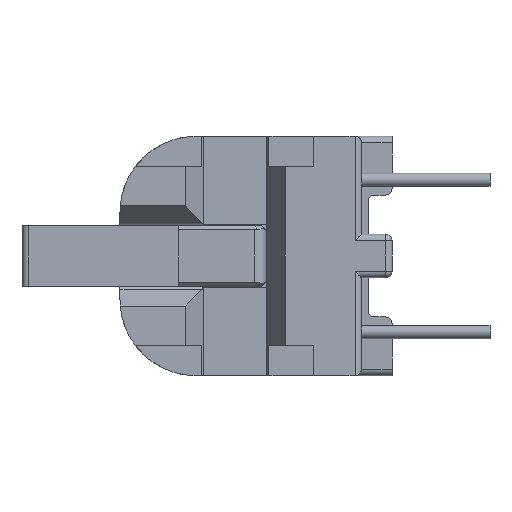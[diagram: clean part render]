
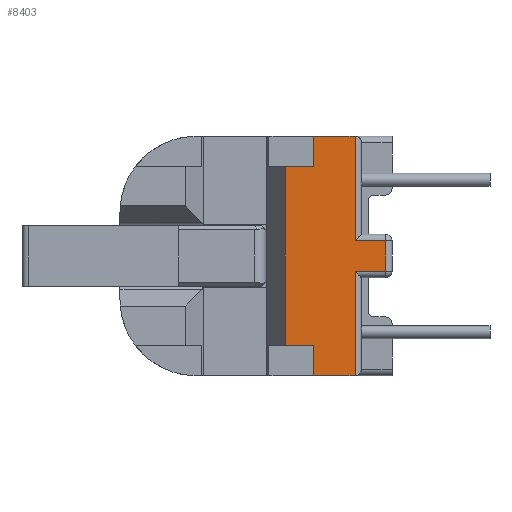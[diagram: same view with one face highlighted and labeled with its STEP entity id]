
A CAD part, left-side view. The second image highlights one B-rep face of the part: STEP entity #8403.
In plain terms, the highlighted planar face has unit normal (-1, 0, 0).
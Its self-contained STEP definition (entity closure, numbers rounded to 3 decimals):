
#3 = VERTEX_POINT ( 'NONE', #9527 ) ;
#196 = ORIENTED_EDGE ( 'NONE', *, *, #4508, .T. ) ;
#488 = CARTESIAN_POINT ( 'NONE',  ( -5.449, -0.806, 5.5 ) ) ;
#624 = LINE ( 'NONE', #7538, #7405 ) ;
#1435 = EDGE_CURVE ( 'NONE', #13369, #4574, #15715, .T. ) ;
#1508 = VERTEX_POINT ( 'NONE', #10212 ) ;
#1855 = DIRECTION ( 'NONE',  ( 0., 1., 0. ) ) ;
#2002 = LINE ( 'NONE', #15949, #8487 ) ;
#2613 = ORIENTED_EDGE ( 'NONE', *, *, #13540, .T. ) ;
#2669 = CARTESIAN_POINT ( 'NONE',  ( -5.449, 1.094, 5.3 ) ) ;
#3306 = CARTESIAN_POINT ( 'NONE',  ( -5.449, 4.694, 5.5 ) ) ;
#3376 = DIRECTION ( 'NONE',  ( 0., 1., 0. ) ) ;
#3487 = DIRECTION ( 'NONE',  ( 0., 0., 1. ) ) ;
#3775 = VECTOR ( 'NONE', #3487, 1000. ) ;
#4110 = LINE ( 'NONE', #4265, #14541 ) ;
#4265 = CARTESIAN_POINT ( 'NONE',  ( -5.449, 1.094, -4.1 ) ) ;
#4508 = EDGE_CURVE ( 'NONE', #19061, #16983, #17422, .T. ) ;
#4574 = VERTEX_POINT ( 'NONE', #10666 ) ;
#4654 = ORIENTED_EDGE ( 'NONE', *, *, #15314, .T. ) ;
#5297 = PLANE ( 'NONE',  #20849 ) ;
#5311 = DIRECTION ( 'NONE',  ( 0., 1., 0. ) ) ;
#5750 = CARTESIAN_POINT ( 'NONE',  ( -5.449, 1.094, -4.1 ) ) ;
#6007 = CARTESIAN_POINT ( 'NONE',  ( -5.449, 2.394, -4.1 ) ) ;
#6074 = DIRECTION ( 'NONE',  ( 0., 0., 1. ) ) ;
#6396 = ORIENTED_EDGE ( 'NONE', *, *, #9310, .F. ) ;
#6562 = CARTESIAN_POINT ( 'NONE',  ( -5.449, -2.206, 0.7 ) ) ;
#6722 = CARTESIAN_POINT ( 'NONE',  ( -5.449, 4.694, -5.5 ) ) ;
#6996 = ORIENTED_EDGE ( 'NONE', *, *, #21272, .T. ) ;
#7034 = EDGE_CURVE ( 'NONE', #13369, #16983, #8192, .T. ) ;
#7394 = VECTOR ( 'NONE', #13677, 1000. ) ;
#7399 = CARTESIAN_POINT ( 'NONE',  ( -5.449, 1.094, 4.1 ) ) ;
#7405 = VECTOR ( 'NONE', #12718, 1000. ) ;
#7538 = CARTESIAN_POINT ( 'NONE',  ( -5.449, -2.506, -0.7 ) ) ;
#7722 = DIRECTION ( 'NONE',  ( 0., 1., 0. ) ) ;
#8117 = ORIENTED_EDGE ( 'NONE', *, *, #13894, .T. ) ;
#8192 = LINE ( 'NONE', #2669, #21001 ) ;
#8303 = ORIENTED_EDGE ( 'NONE', *, *, #12134, .T. ) ;
#8335 = VECTOR ( 'NONE', #11019, 1000. ) ;
#8403 = ADVANCED_FACE ( 'NONE', ( #18423 ), #5297, .T. ) ;
#8449 = CARTESIAN_POINT ( 'NONE',  ( -5.449, 1.094, 4.1 ) ) ;
#8487 = VECTOR ( 'NONE', #10626, 1000. ) ;
#8531 = EDGE_CURVE ( 'NONE', #14668, #19724, #9494, .T. ) ;
#8662 = CARTESIAN_POINT ( 'NONE',  ( -5.449, 4.694, 0. ) ) ;
#9169 = VECTOR ( 'NONE', #18064, 1000. ) ;
#9310 = EDGE_CURVE ( 'NONE', #20300, #4574, #13861, .T. ) ;
#9494 = LINE ( 'NONE', #11335, #3775 ) ;
#9527 = CARTESIAN_POINT ( 'NONE',  ( -5.449, 1.094, -5.5 ) ) ;
#9529 = EDGE_CURVE ( 'NONE', #12756, #20300, #4110, .T. ) ;
#9554 = EDGE_LOOP ( 'NONE', ( #2613, #6996, #4654, #8303, #196, #13028, #13387, #6396, #20592, #17690, #8117, #16658 ) ) ;
#10061 = VERTEX_POINT ( 'NONE', #6562 ) ;
#10212 = CARTESIAN_POINT ( 'NONE',  ( -5.449, -2.206, -0.7 ) ) ;
#10309 = CARTESIAN_POINT ( 'NONE',  ( -5.449, -0.806, 5.5 ) ) ;
#10626 = DIRECTION ( 'NONE',  ( 0., 0., -1. ) ) ;
#10666 = CARTESIAN_POINT ( 'NONE',  ( -5.449, 2.394, 4.1 ) ) ;
#10766 = VECTOR ( 'NONE', #5311, 1000. ) ;
#11019 = DIRECTION ( 'NONE',  ( 0., 0., 1. ) ) ;
#11117 = LINE ( 'NONE', #6722, #7394 ) ;
#11335 = CARTESIAN_POINT ( 'NONE',  ( -5.449, -0.806, -0.7 ) ) ;
#11935 = CARTESIAN_POINT ( 'NONE',  ( -5.449, -1.106, 0.7 ) ) ;
#12134 = EDGE_CURVE ( 'NONE', #14063, #19061, #15683, .T. ) ;
#12718 = DIRECTION ( 'NONE',  ( 0., -1., 0. ) ) ;
#12756 = VERTEX_POINT ( 'NONE', #5750 ) ;
#12990 = CARTESIAN_POINT ( 'NONE',  ( -5.449, -0.806, -0.7 ) ) ;
#13028 = ORIENTED_EDGE ( 'NONE', *, *, #7034, .F. ) ;
#13032 = VECTOR ( 'NONE', #3376, 1000. ) ;
#13369 = VERTEX_POINT ( 'NONE', #7399 ) ;
#13387 = ORIENTED_EDGE ( 'NONE', *, *, #1435, .T. ) ;
#13540 = EDGE_CURVE ( 'NONE', #19724, #1508, #624, .T. ) ;
#13542 = DIRECTION ( 'NONE',  ( 0., 0., 1. ) ) ;
#13677 = DIRECTION ( 'NONE',  ( 0., -1., 0. ) ) ;
#13861 = LINE ( 'NONE', #19811, #9169 ) ;
#13894 = EDGE_CURVE ( 'NONE', #3, #14668, #11117, .T. ) ;
#14063 = VERTEX_POINT ( 'NONE', #20574 ) ;
#14170 = CARTESIAN_POINT ( 'NONE',  ( -5.449, -2.206, 0.7 ) ) ;
#14541 = VECTOR ( 'NONE', #7722, 1000. ) ;
#14554 = LINE ( 'NONE', #11935, #19018 ) ;
#14668 = VERTEX_POINT ( 'NONE', #15739 ) ;
#15314 = EDGE_CURVE ( 'NONE', #10061, #14063, #14554, .T. ) ;
#15683 = LINE ( 'NONE', #10309, #15938 ) ;
#15715 = LINE ( 'NONE', #8449, #10766 ) ;
#15739 = CARTESIAN_POINT ( 'NONE',  ( -5.449, -0.806, -5.5 ) ) ;
#15938 = VECTOR ( 'NONE', #13542, 1000. ) ;
#15949 = CARTESIAN_POINT ( 'NONE',  ( -5.449, 1.094, -5.3 ) ) ;
#16658 = ORIENTED_EDGE ( 'NONE', *, *, #8531, .T. ) ;
#16706 = LINE ( 'NONE', #14170, #8335 ) ;
#16983 = VERTEX_POINT ( 'NONE', #17117 ) ;
#17117 = CARTESIAN_POINT ( 'NONE',  ( -5.449, 1.094, 5.5 ) ) ;
#17422 = LINE ( 'NONE', #3306, #13032 ) ;
#17690 = ORIENTED_EDGE ( 'NONE', *, *, #17924, .T. ) ;
#17924 = EDGE_CURVE ( 'NONE', #12756, #3, #2002, .T. ) ;
#18064 = DIRECTION ( 'NONE',  ( 0., 0., 1. ) ) ;
#18423 = FACE_OUTER_BOUND ( 'NONE', #9554, .T. ) ;
#18694 = DIRECTION ( 'NONE',  ( 0., 0., 1. ) ) ;
#18833 = DIRECTION ( 'NONE',  ( -1., 0., 0. ) ) ;
#19018 = VECTOR ( 'NONE', #1855, 1000. ) ;
#19061 = VERTEX_POINT ( 'NONE', #488 ) ;
#19724 = VERTEX_POINT ( 'NONE', #12990 ) ;
#19811 = CARTESIAN_POINT ( 'NONE',  ( -5.449, 2.394, -10.094 ) ) ;
#20300 = VERTEX_POINT ( 'NONE', #6007 ) ;
#20574 = CARTESIAN_POINT ( 'NONE',  ( -5.449, -0.806, 0.7 ) ) ;
#20592 = ORIENTED_EDGE ( 'NONE', *, *, #9529, .F. ) ;
#20849 = AXIS2_PLACEMENT_3D ( 'NONE', #8662, #18833, #18694 ) ;
#21001 = VECTOR ( 'NONE', #6074, 1000. ) ;
#21272 = EDGE_CURVE ( 'NONE', #1508, #10061, #16706, .T. ) ;
